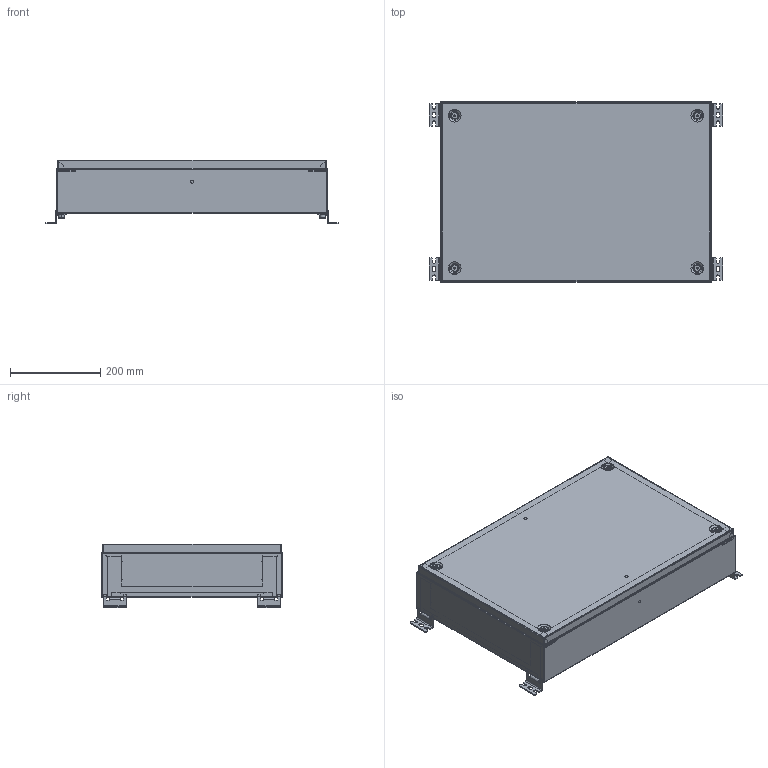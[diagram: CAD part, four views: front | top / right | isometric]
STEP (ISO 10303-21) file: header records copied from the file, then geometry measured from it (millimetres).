
FILE_DESCRIPTION (( 'STEP AP214' ), '1' );
FILE_NAME ('316.412.STEP', '2025-03-17T08:26:59', ( '' ), ( '' ), 'SwSTEP 2.0', 'SolidWorks 2021', '' );
FILE_SCHEMA (( 'AUTOMOTIVE_DESIGN' ));
Length unit declared in the file: millimetre
Products named in the file (15): Ãàñêåòèíã W600H400; Çàêëåïêà ðåçüáîâàÿ Ì8 øåñòèãðàííàÿ ñ óìåíüøåííûì áîðòîì; ÊÒ.316.412.10.01 Êîðïóñ øêàôà W600H400D120; 471.100 Íàñòåííîå êðåïëåíèå; ÊÒ.316.412 ÑÁ Êàðêàñ øêàôà; 316.412; 室.316.412.10.02 署赅 蚜 W600D120.SLDPRT; 妈眚 DIN 912-󋔊0-Zn; Øïèëüêà ïðèâàðíàÿ Ì6õ16; Âèíò Ì6õ25 ìåáåëüíûé; ÊÒ.316.412.10.03 Ðàìà ìîíòàæíîé ïàíåëè; Çàêëåïêà ðåçüáîâàÿ Ì6 øåñòèãðàííàÿ ñ óìåíüøåííûì áîðòîì; 室.316.412.10.02 署赅 W600D120; ÊÒ.316.412.20.01 Êðûøêà äâåðíàÿ W600H400; ÊÒ.316.412.20.00 Êðûøêà ïåðåäíÿÿ ÑÁ
Assembly tree (33 placements, depth 4):
  316.412
    ÊÒ.316.412 ÑÁ Êàðêàñ øêàôà
      ÊÒ.316.412.10.01 Êîðïóñ øêàôà W600H400D120
      室.316.412.10.02 署赅 蚜 W600D120.SLDPRT  x2
        室.316.412.10.02 署赅 W600D120
        Øïèëüêà ïðèâàðíàÿ Ì6õ16
      ÊÒ.316.412.10.03 Ðàìà ìîíòàæíîé ïàíåëè  x2
    ÊÒ.316.412.20.00 Êðûøêà ïåðåäíÿÿ ÑÁ
      ÊÒ.316.412.20.01 Êðûøêà äâåðíàÿ W600H400
      Ãàñêåòèíã W600H400
      Øïèëüêà ïðèâàðíàÿ Ì6õ16  x2
    Çàêëåïêà ðåçüáîâàÿ Ì6 øåñòèãðàííàÿ ñ óìåíüøåííûì áîðòîì  x4
    Çàêëåïêà ðåçüáîâàÿ Ì8 øåñòèãðàííàÿ ñ óìåíüøåííûì áîðòîì  x4
    471.100 Íàñòåííîå êðåïëåíèå  x4
    妈眚 DIN 912-󋔊0-Zn  x4
    Âèíò Ì6õ25 ìåáåëüíûé  x4
Bounding box: 652 x 400 x 141.6 mm (x, y, z)
Volume: 1031863.9 mm3; surface area: 1726646.8 mm2
Topology: 31 solids, 31 shells, 1650 faces, 4184 edges, 2614 vertices
Faces by surface type: cylinder 765, plane 701, cone 128, bspline 28, torus 28
Entity records: 27113 total; most frequent: CARTESIAN_POINT 10904, ORIENTED_EDGE 3278, DIRECTION 3210, EDGE_CURVE 1639, AXIS2_PLACEMENT_3D 1115, VERTEX_POINT 1020, LINE 980, VECTOR 980
